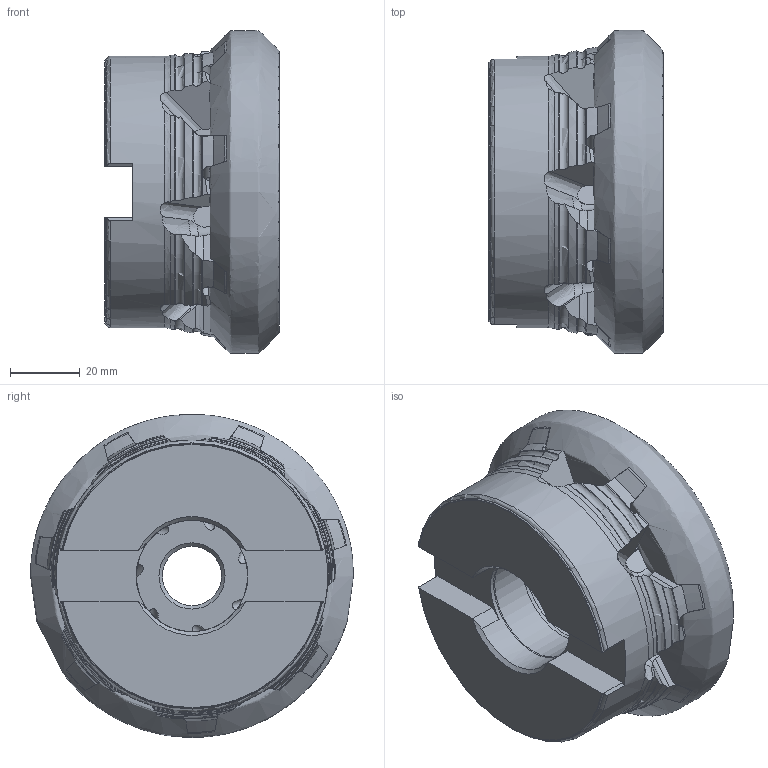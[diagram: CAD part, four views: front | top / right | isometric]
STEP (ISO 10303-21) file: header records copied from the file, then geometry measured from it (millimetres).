
FILE_DESCRIPTION (( 'STEP AP214' ), '1' );
FILE_NAME ('45PP-080-558-7.STEP', '2013-11-07T14:14:39', ( '' ), ( '' ), 'SwSTEP 2.0', 'SolidWorks 2013', '' );
FILE_SCHEMA (( 'AUTOMOTIVE_DESIGN' ));
Length unit declared in the file: millimetre
Products named in the file (1): 45PP-080-558-7
Bounding box: 49.99 x 92.75 x 92.73 mm (x, y, z)
Volume: 215371.8 mm3; surface area: 34528.6 mm2
Topology: 1 solids, 1 shells, 304 faces, 937 edges, 615 vertices
Faces by surface type: plane 124, torus 60, bspline 43, cone 36, cylinder 34, sphere 7
Full cylindrical faces by diameter (mm): 3 x7, 17 x1, 25 x1, 31.95 x1, 32.05 x1, 32.3 x1, 78 x1
Entity records: 14715 total; most frequent: CARTESIAN_POINT 7472, ORIENTED_EDGE 1788, DIRECTION 1091, EDGE_CURVE 894, VERTEX_POINT 597, B_SPLINE_CURVE_WITH_KNOTS 458, AXIS2_PLACEMENT_3D 442, EDGE_LOOP 337
